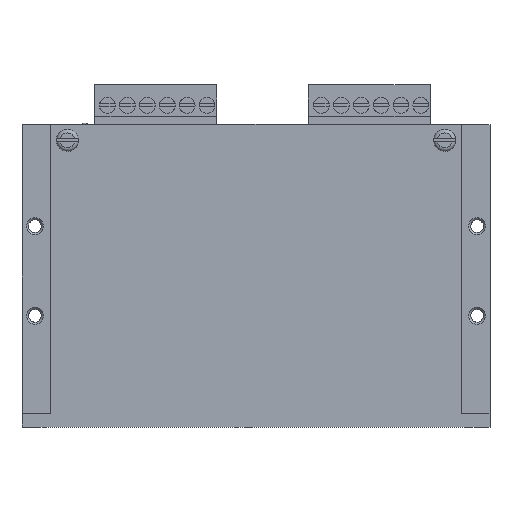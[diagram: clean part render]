
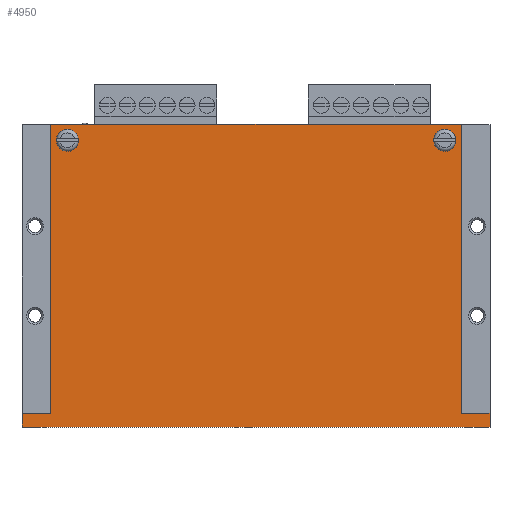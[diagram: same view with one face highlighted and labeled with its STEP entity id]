
A CAD part, top view. The second image highlights one B-rep face of the part: STEP entity #4950.
In plain terms, the highlighted planar face has unit normal (0, 0, 1).
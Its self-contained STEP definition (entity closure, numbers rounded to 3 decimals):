
#223=LINE('',#6771,#781);
#231=LINE('',#6788,#789);
#239=LINE('',#6807,#797);
#242=LINE('',#6811,#800);
#572=LINE('',#7761,#1130);
#574=LINE('',#7765,#1132);
#575=LINE('',#7767,#1133);
#576=LINE('',#7768,#1134);
#781=VECTOR('',#5476,10.);
#789=VECTOR('',#5488,10.);
#797=VECTOR('',#5506,10.);
#800=VECTOR('',#5511,10.);
#1130=VECTOR('',#6359,10.);
#1132=VECTOR('',#6363,10.);
#1133=VECTOR('',#6364,10.);
#1134=VECTOR('',#6365,10.);
#1487=PLANE('',#5323);
#1609=FACE_BOUND('',#2137,.T.);
#1610=FACE_BOUND('',#2138,.T.);
#1813=FACE_OUTER_BOUND('',#2136,.T.);
#2136=EDGE_LOOP('',(#4327,#4328,#4329,#4330,#4331,#4332,#4333,#4334));
#2137=EDGE_LOOP('',(#4335));
#2138=EDGE_LOOP('',(#4336));
#2291=CIRCLE('',#5210,2.75);
#2297=CIRCLE('',#5222,2.75);
#2339=VERTEX_POINT('',#6768);
#2340=VERTEX_POINT('',#6770);
#2347=VERTEX_POINT('',#6786);
#2352=VERTEX_POINT('',#6804);
#2353=VERTEX_POINT('',#6806);
#2478=VERTEX_POINT('',#7226);
#2491=VERTEX_POINT('',#7299);
#2634=VERTEX_POINT('',#7760);
#2635=VERTEX_POINT('',#7764);
#2636=VERTEX_POINT('',#7766);
#2792=EDGE_CURVE('',#2340,#2339,#223,.T.);
#2801=EDGE_CURVE('',#2339,#2347,#231,.T.);
#2810=EDGE_CURVE('',#2353,#2352,#239,.T.);
#2813=EDGE_CURVE('',#2352,#2340,#242,.T.);
#2988=EDGE_CURVE('',#2478,#2478,#2291,.T.);
#3006=EDGE_CURVE('',#2491,#2491,#2297,.T.);
#3229=EDGE_CURVE('',#2634,#2353,#572,.T.);
#3231=EDGE_CURVE('',#2347,#2635,#574,.T.);
#3232=EDGE_CURVE('',#2635,#2636,#575,.T.);
#3233=EDGE_CURVE('',#2636,#2634,#576,.T.);
#4327=ORIENTED_EDGE('',*,*,#3229,.T.);
#4328=ORIENTED_EDGE('',*,*,#2810,.T.);
#4329=ORIENTED_EDGE('',*,*,#2813,.T.);
#4330=ORIENTED_EDGE('',*,*,#2792,.T.);
#4331=ORIENTED_EDGE('',*,*,#2801,.T.);
#4332=ORIENTED_EDGE('',*,*,#3231,.T.);
#4333=ORIENTED_EDGE('',*,*,#3232,.T.);
#4334=ORIENTED_EDGE('',*,*,#3233,.T.);
#4335=ORIENTED_EDGE('',*,*,#3006,.T.);
#4336=ORIENTED_EDGE('',*,*,#2988,.T.);
#4950=ADVANCED_FACE('',(#1813,#1609,#1610),#1487,.T.);
#5210=AXIS2_PLACEMENT_3D('',#7227,#5908,#5909);
#5222=AXIS2_PLACEMENT_3D('',#7300,#5940,#5941);
#5323=AXIS2_PLACEMENT_3D('',#7763,#6361,#6362);
#5476=DIRECTION('',(1.,0.,0.));
#5488=DIRECTION('',(0.,1.,0.));
#5506=DIRECTION('',(-1.,0.,0.));
#5511=DIRECTION('',(0.,-1.,0.));
#5908=DIRECTION('center_axis',(0.,0.,-1.));
#5909=DIRECTION('ref_axis',(-1.,0.,0.));
#5940=DIRECTION('center_axis',(0.,0.,-1.));
#5941=DIRECTION('ref_axis',(-1.,0.,0.));
#6359=DIRECTION('',(0.,-1.,0.));
#6361=DIRECTION('center_axis',(0.,0.,1.));
#6362=DIRECTION('ref_axis',(1.,0.,0.));
#6363=DIRECTION('',(-1.,0.,0.));
#6364=DIRECTION('',(0.,1.,0.));
#6365=DIRECTION('',(-1.,0.,0.));
#6768=CARTESIAN_POINT('',(58.75,-38.,33.));
#6770=CARTESIAN_POINT('',(-58.75,-38.,33.));
#6771=CARTESIAN_POINT('',(-58.75,-38.,33.));
#6786=CARTESIAN_POINT('',(58.75,-34.5,33.));
#6788=CARTESIAN_POINT('',(58.75,-38.,33.));
#6804=CARTESIAN_POINT('',(-58.75,-34.5,33.));
#6806=CARTESIAN_POINT('',(-51.55,-34.5,33.));
#6807=CARTESIAN_POINT('',(-29.375,-34.5,33.));
#6811=CARTESIAN_POINT('',(-58.75,38.,33.));
#7226=CARTESIAN_POINT('',(-44.6,34.,33.));
#7227=CARTESIAN_POINT('Origin',(-47.35,34.,33.));
#7299=CARTESIAN_POINT('',(50.1,34.,33.));
#7300=CARTESIAN_POINT('Origin',(47.35,34.,33.));
#7760=CARTESIAN_POINT('',(-51.55,38.,33.));
#7761=CARTESIAN_POINT('',(-51.55,-17.25,33.));
#7763=CARTESIAN_POINT('Origin',(0.,0.,33.));
#7764=CARTESIAN_POINT('',(51.55,-34.5,33.));
#7765=CARTESIAN_POINT('',(29.375,-34.5,33.));
#7766=CARTESIAN_POINT('',(51.55,38.,33.));
#7767=CARTESIAN_POINT('',(51.55,-17.25,33.));
#7768=CARTESIAN_POINT('',(58.75,38.,33.));
